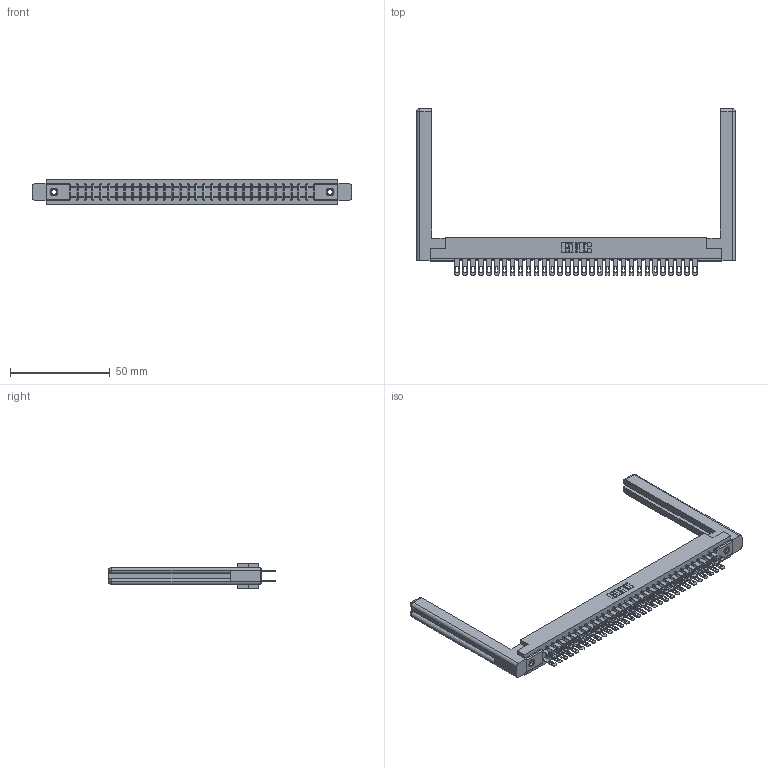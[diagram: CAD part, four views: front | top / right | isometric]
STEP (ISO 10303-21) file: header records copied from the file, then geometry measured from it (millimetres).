
FILE_DESCRIPTION (( 'STEP AP203' ), '1' );
FILE_NAME ('307-062-500-258.STEP', '2019-09-06T15:52:09', ( '' ), ( '' ), 'SwSTEP 2.0', 'SolidWorks 2016', '' );
FILE_SCHEMA (( 'CONFIG_CONTROL_DESIGN' ));
Length unit declared in the file: inch
Products named in the file (5): 307 Part_.156 Dia Mounting Holes; 345-250-001_345-250-001-102; 307-290-001_500; 307-062-500-258; 307-220-058
Assembly tree (67 placements, depth 2):
  307-062-500-258
    307 Part_.156 Dia Mounting Holes
    307-290-001_500  x62
    307-220-058  x2
    345-250-001_345-250-001-102  x2
Bounding box: 159.46 x 83.49 x 12.7 mm (x, y, z)
Volume: 24185.9 mm3; surface area: 26527.8 mm2
Topology: 67 solids, 67 shells, 3144 faces, 8737 edges, 5642 vertices
Faces by surface type: plane 2014, cylinder 1042, sphere 64, torus 12, cone 12
Entity records: 31531 total; most frequent: CARTESIAN_POINT 5178, ORIENTED_EDGE 5072, DIRECTION 5036, EDGE_CURVE 2536, LINE 1936, VECTOR 1936, VERTEX_POINT 1638, AXIS2_PLACEMENT_3D 1550
